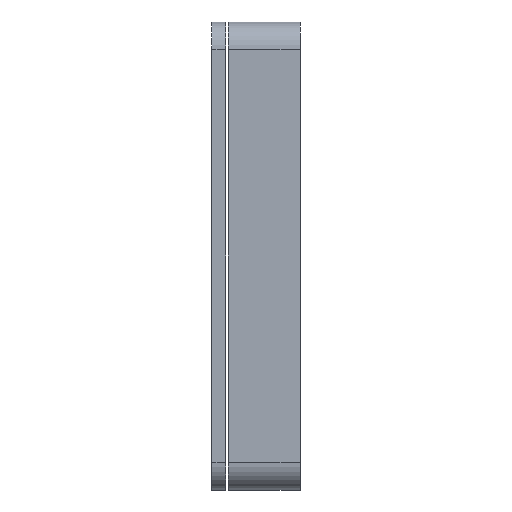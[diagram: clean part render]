
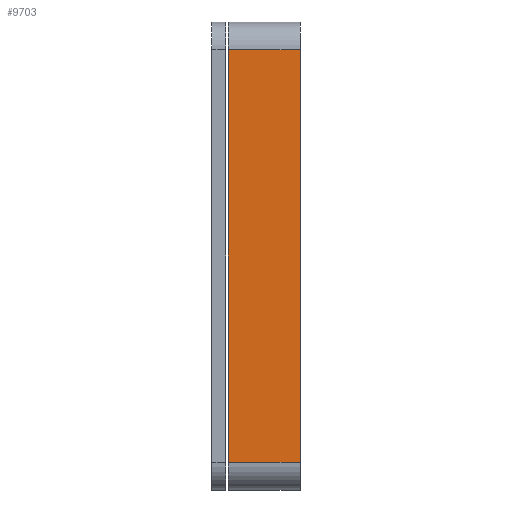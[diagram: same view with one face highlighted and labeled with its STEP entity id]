
A CAD part, left-side view. The second image highlights one B-rep face of the part: STEP entity #9703.
In plain terms, the highlighted planar face has unit normal (-1, 0, 0).
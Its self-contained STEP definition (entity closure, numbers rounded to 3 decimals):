
#575=PLANE('',#9987);
#998=FACE_OUTER_BOUND('',#1548,.T.);
#1548=EDGE_LOOP('',(#8250,#8251,#8252,#8253));
#2304=LINE('',#18474,#3022);
#2319=LINE('',#18527,#3037);
#2323=LINE('',#18546,#3041);
#2324=LINE('',#18548,#3042);
#3022=VECTOR('',#10978,10.);
#3037=VECTOR('',#11031,10.);
#3041=VECTOR('',#11053,10.);
#3042=VECTOR('',#11056,10.);
#4467=VERTEX_POINT('',#18471);
#4468=VERTEX_POINT('',#18473);
#4486=VERTEX_POINT('',#18524);
#4487=VERTEX_POINT('',#18526);
#5763=EDGE_CURVE('',#4467,#4468,#2304,.T.);
#5785=EDGE_CURVE('',#4486,#4487,#2319,.T.);
#5795=EDGE_CURVE('',#4487,#4467,#2323,.T.);
#5796=EDGE_CURVE('',#4468,#4486,#2324,.T.);
#8250=ORIENTED_EDGE('',*,*,#5795,.F.);
#8251=ORIENTED_EDGE('',*,*,#5785,.F.);
#8252=ORIENTED_EDGE('',*,*,#5796,.F.);
#8253=ORIENTED_EDGE('',*,*,#5763,.F.);
#9703=ADVANCED_FACE('',(#998),#575,.T.);
#9987=AXIS2_PLACEMENT_3D('',#18547,#11054,#11055);
#10978=DIRECTION('',(0.,0.,-1.));
#11031=DIRECTION('',(0.,0.,1.));
#11053=DIRECTION('',(0.,-1.,0.));
#11054=DIRECTION('center_axis',(-1.,0.,0.));
#11055=DIRECTION('ref_axis',(0.,0.,1.));
#11056=DIRECTION('',(0.,1.,0.));
#18471=CARTESIAN_POINT('',(60.4,0.,55.1));
#18473=CARTESIAN_POINT('',(60.4,0.,-19.5));
#18474=CARTESIAN_POINT('',(60.4,0.,60.1));
#18524=CARTESIAN_POINT('',(60.4,13.,-19.5));
#18526=CARTESIAN_POINT('',(60.4,13.,55.1));
#18527=CARTESIAN_POINT('',(60.4,13.,60.1));
#18546=CARTESIAN_POINT('',(60.4,0.,55.1));
#18547=CARTESIAN_POINT('Origin',(60.4,0.,-24.5));
#18548=CARTESIAN_POINT('',(60.4,0.,-19.5));
